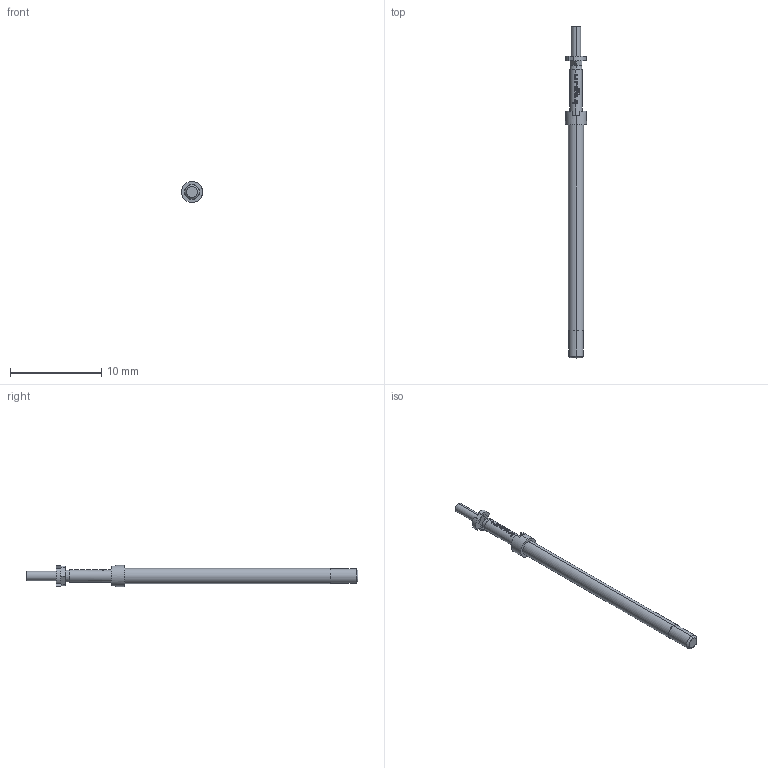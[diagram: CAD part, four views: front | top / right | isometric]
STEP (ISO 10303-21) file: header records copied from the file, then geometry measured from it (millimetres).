
FILE_DESCRIPTION (( 'STEP AP203' ), '1' );
FILE_NAME ('INGUN_T-912_302_100_330_230_X_xx02_M_0.STEP', '2019-07-24T10:26:16', ( '' ), ( '' ), 'SwSTEP 2.0', 'SolidWorks 2018', '' );
FILE_SCHEMA (( 'CONFIG_CONTROL_DESIGN' ));
Length unit declared in the file: millimetre
Products named in the file (1): INGUN_T-912_302_100_330_230_X_xx02_M_0
Bounding box: 2.3 x 36.3 x 2.3 mm (x, y, z)
Volume: 71.7 mm3; surface area: 194.2 mm2
Topology: 1 solids, 1 shells, 124 faces, 346 edges, 228 vertices
Faces by surface type: bspline 59, plane 37, cylinder 24, cone 4
Entity records: 5077 total; most frequent: CARTESIAN_POINT 2354, ORIENTED_EDGE 692, EDGE_CURVE 346, DIRECTION 318, VERTEX_POINT 228, B_SPLINE_CURVE_WITH_KNOTS 204, EDGE_LOOP 128, ADVANCED_FACE 124
